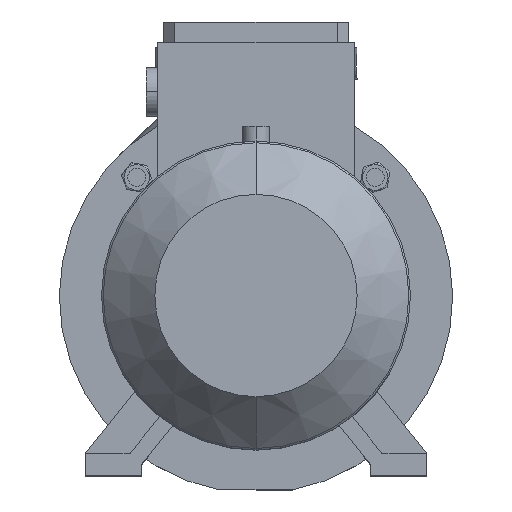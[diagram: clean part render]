
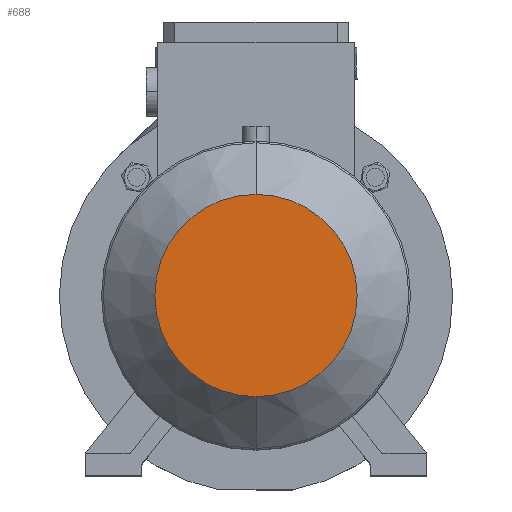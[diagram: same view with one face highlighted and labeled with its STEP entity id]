
A CAD part, top view. The second image highlights one B-rep face of the part: STEP entity #688.
In plain terms, the highlighted planar face has unit normal (0, 0, 1).
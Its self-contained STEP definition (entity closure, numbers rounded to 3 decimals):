
#551 = DIRECTION ( 'NONE',  ( 0., 1., 0. ) ) ;
#688 = ADVANCED_FACE ( 'NONE', ( #20264 ), #29071, .T. ) ;
#893 = CARTESIAN_POINT ( 'NONE',  ( 0., -90., 792. ) ) ;
#1775 = CARTESIAN_POINT ( 'NONE',  ( 0., 90., 792. ) ) ;
#2899 = ORIENTED_EDGE ( 'NONE', *, *, #12248, .F. ) ;
#3950 = DIRECTION ( 'NONE',  ( 0., 0., -1. ) ) ;
#6887 = AXIS2_PLACEMENT_3D ( 'NONE', #49750, #3950, #41027 ) ;
#8339 = EDGE_LOOP ( 'NONE', ( #30519, #2899 ) ) ;
#8702 = CARTESIAN_POINT ( 'NONE',  ( 0., 0., 792. ) ) ;
#12248 = EDGE_CURVE ( 'NONE', #52993, #49045, #15039, .T. ) ;
#15039 = CIRCLE ( 'NONE', #6887, 90. ) ;
#20264 = FACE_OUTER_BOUND ( 'NONE', #8339, .T. ) ;
#24759 = DIRECTION ( 'NONE',  ( 0., -1., 0. ) ) ;
#28807 = AXIS2_PLACEMENT_3D ( 'NONE', #49426, #45466, #24759 ) ;
#29071 = PLANE ( 'NONE',  #28807 ) ;
#29784 = DIRECTION ( 'NONE',  ( 0., 0., -1. ) ) ;
#30519 = ORIENTED_EDGE ( 'NONE', *, *, #52703, .F. ) ;
#32046 = CIRCLE ( 'NONE', #48124, 90. ) ;
#41027 = DIRECTION ( 'NONE',  ( 0., 1., 0. ) ) ;
#45466 = DIRECTION ( 'NONE',  ( 0., 0., 1. ) ) ;
#48124 = AXIS2_PLACEMENT_3D ( 'NONE', #8702, #29784, #551 ) ;
#49045 = VERTEX_POINT ( 'NONE', #1775 ) ;
#49426 = CARTESIAN_POINT ( 'NONE',  ( 0., 0., 792. ) ) ;
#49750 = CARTESIAN_POINT ( 'NONE',  ( 0., 0., 792. ) ) ;
#52703 = EDGE_CURVE ( 'NONE', #49045, #52993, #32046, .T. ) ;
#52993 = VERTEX_POINT ( 'NONE', #893 ) ;
